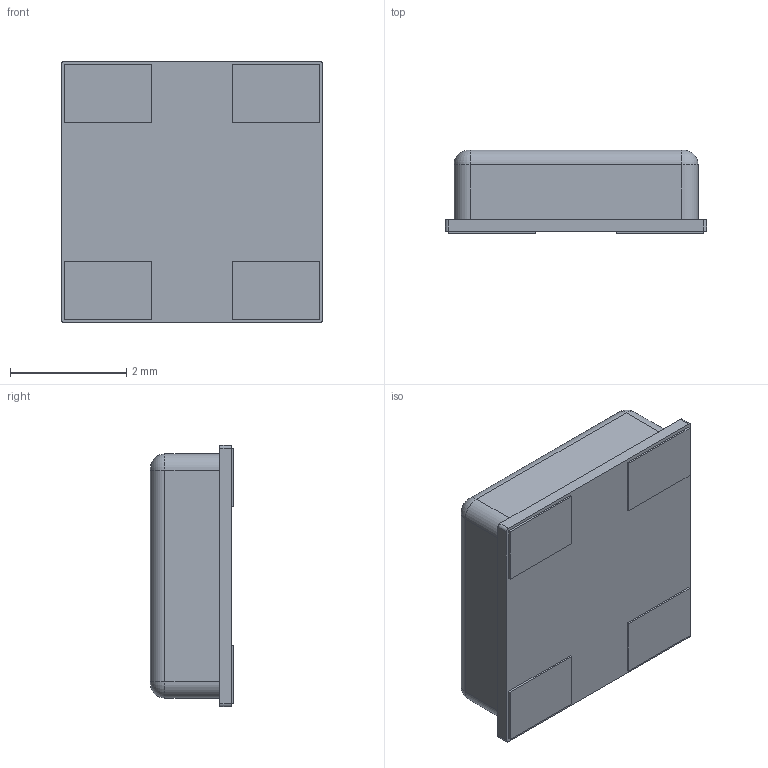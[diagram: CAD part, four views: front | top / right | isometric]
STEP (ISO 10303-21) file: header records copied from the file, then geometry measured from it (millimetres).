
FILE_DESCRIPTION(/* description */ ('Unknown'),/* implementation_level */ '2;1');
FILE_NAME(/* name */ 'SMO01A',/* time_stamp */ '2019-05-03T04:42:29+03:00',/* author */ ('Unknown'),/* organization */ ('Unknown'),/* preprocessor_version */ 'ST-DEVELOPER v16.7',/* originating_system */ 'DEX',/* authorisation */ $);
FILE_SCHEMA (('AUTOMOTIVE_DESIGN {1 0 10303 214 3 1 1}'));
Length unit declared in the file: millimetre
Products named in the file (1): SMO01A
Bounding box: 4.5 x 1.44 x 4.5 mm (x, y, z)
Volume: 24.8 mm3; surface area: 64.2 mm2
Topology: 1 solids, 1 shells, 49 faces, 115 edges, 74 vertices
Faces by surface type: plane 32, cylinder 13, torus 4
Full cylindrical faces by diameter (mm): 1 x1
Entity records: 1760 total; most frequent: DIRECTION 244, CARTESIAN_POINT 238, ORIENTED_EDGE 228, EDGE_CURVE 114, LINE 84, VECTOR 84, AXIS2_PLACEMENT_3D 80, VERTEX_POINT 74
